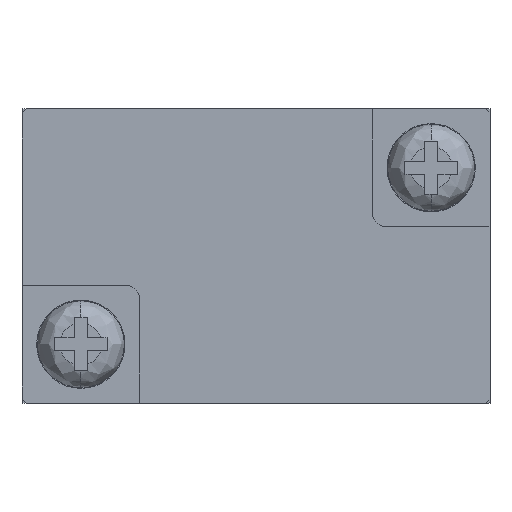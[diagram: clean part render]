
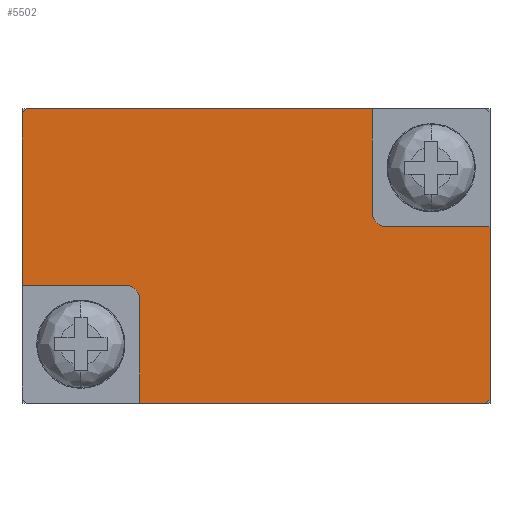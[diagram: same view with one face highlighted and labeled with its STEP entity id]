
A CAD part, front view. The second image highlights one B-rep face of the part: STEP entity #5502.
In plain terms, the highlighted planar face has unit normal (0, -1, 0).
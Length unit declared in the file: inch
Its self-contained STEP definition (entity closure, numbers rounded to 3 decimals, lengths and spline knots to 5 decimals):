
#126 = DIRECTION ( 'NONE',  ( 0.707, 0., 0.707 ) ) ;
#140 = VERTEX_POINT ( 'NONE', #1622 ) ;
#160 = VERTEX_POINT ( 'NONE', #1423 ) ;
#170 = VERTEX_POINT ( 'NONE', #1035 ) ;
#564 = EDGE_CURVE ( 'NONE', #937, #5251, #589, .T. ) ;
#567 = LINE ( 'NONE', #576, #7644 ) ;
#576 = CARTESIAN_POINT ( 'NONE',  ( -0.34252, -0.26378, -0.43307 ) ) ;
#589 = LINE ( 'NONE', #4931, #7666 ) ;
#706 = DIRECTION ( 'NONE',  ( 0., -1., 0. ) ) ;
#848 = EDGE_CURVE ( 'NONE', #6378, #140, #6621, .T. ) ;
#871 = CARTESIAN_POINT ( 'NONE',  ( -0.68898, -0.26378, 0.42126 ) ) ;
#937 = VERTEX_POINT ( 'NONE', #4958 ) ;
#1035 = CARTESIAN_POINT ( 'NONE',  ( 0.38189, -0.26378, 0.08661 ) ) ;
#1074 = ORIENTED_EDGE ( 'NONE', *, *, #3443, .F. ) ;
#1188 = CARTESIAN_POINT ( 'NONE',  ( 0.68898, -0.26378, 0.08661 ) ) ;
#1328 = LINE ( 'NONE', #2721, #2751 ) ;
#1371 = ORIENTED_EDGE ( 'NONE', *, *, #2815, .T. ) ;
#1423 = CARTESIAN_POINT ( 'NONE',  ( -0.34252, -0.26378, -0.12598 ) ) ;
#1491 = LINE ( 'NONE', #5083, #8503 ) ;
#1564 = CARTESIAN_POINT ( 'NONE',  ( -0.68898, -0.26378, -0.08661 ) ) ;
#1583 = EDGE_CURVE ( 'NONE', #170, #7555, #1491, .T. ) ;
#1612 = AXIS2_PLACEMENT_3D ( 'NONE', #2513, #7255, #3198 ) ;
#1622 = CARTESIAN_POINT ( 'NONE',  ( -0.67717, -0.26378, 0.43307 ) ) ;
#1681 = DIRECTION ( 'NONE',  ( 1., 0., 0. ) ) ;
#1784 = FACE_OUTER_BOUND ( 'NONE', #4397, .T. ) ;
#2119 = CARTESIAN_POINT ( 'NONE',  ( 0.34252, -0.26378, 0. ) ) ;
#2299 = ORIENTED_EDGE ( 'NONE', *, *, #1583, .F. ) ;
#2402 = ORIENTED_EDGE ( 'NONE', *, *, #564, .F. ) ;
#2447 = ORIENTED_EDGE ( 'NONE', *, *, #5596, .F. ) ;
#2513 = CARTESIAN_POINT ( 'NONE',  ( 0.38189, -0.26378, 0.12598 ) ) ;
#2519 = ORIENTED_EDGE ( 'NONE', *, *, #7067, .T. ) ;
#2561 = CARTESIAN_POINT ( 'NONE',  ( 0.68898, -0.26378, -0.42126 ) ) ;
#2660 = ORIENTED_EDGE ( 'NONE', *, *, #848, .F. ) ;
#2721 = CARTESIAN_POINT ( 'NONE',  ( 0., -0.26378, -0.08661 ) ) ;
#2751 = VECTOR ( 'NONE', #6777, 39.37008 ) ;
#2815 = EDGE_CURVE ( 'NONE', #160, #5251, #567, .T. ) ;
#2898 = CARTESIAN_POINT ( 'NONE',  ( -0.38189, -0.26378, -0.08661 ) ) ;
#2955 = CARTESIAN_POINT ( 'NONE',  ( 0., -0.26378, 0. ) ) ;
#3198 = DIRECTION ( 'NONE',  ( 0., 0., -1. ) ) ;
#3443 = EDGE_CURVE ( 'NONE', #5752, #6378, #7131, .T. ) ;
#3445 = CARTESIAN_POINT ( 'NONE',  ( 0.34252, -0.26378, 0.43307 ) ) ;
#3631 = DIRECTION ( 'NONE',  ( 0., 1., 0. ) ) ;
#3660 = VERTEX_POINT ( 'NONE', #2561 ) ;
#3692 = VERTEX_POINT ( 'NONE', #7355 ) ;
#3801 = VERTEX_POINT ( 'NONE', #3445 ) ;
#4102 = VECTOR ( 'NONE', #8312, 39.37008 ) ;
#4113 = CIRCLE ( 'NONE', #6528, 0.03937 ) ;
#4152 = DIRECTION ( 'NONE',  ( 0., 0., -1. ) ) ;
#4268 = CARTESIAN_POINT ( 'NONE',  ( 0.68898, -0.26378, 0.42126 ) ) ;
#4346 = VECTOR ( 'NONE', #8465, 39.37008 ) ;
#4397 = EDGE_LOOP ( 'NONE', ( #4624, #1371, #2402, #5551, #7021, #2299, #2519, #6086, #2447, #2660, #1074, #7524 ) ) ;
#4548 = AXIS2_PLACEMENT_3D ( 'NONE', #2955, #3631, #8345 ) ;
#4624 = ORIENTED_EDGE ( 'NONE', *, *, #6672, .F. ) ;
#4836 = CARTESIAN_POINT ( 'NONE',  ( -0.38189, -0.26378, -0.12598 ) ) ;
#4931 = CARTESIAN_POINT ( 'NONE',  ( 0.67717, -0.26378, -0.43307 ) ) ;
#4941 = LINE ( 'NONE', #4268, #4102 ) ;
#4958 = CARTESIAN_POINT ( 'NONE',  ( 0.67717, -0.26378, -0.43307 ) ) ;
#5083 = CARTESIAN_POINT ( 'NONE',  ( 0., -0.26378, 0.08661 ) ) ;
#5090 = LINE ( 'NONE', #8339, #8462 ) ;
#5157 = DIRECTION ( 'NONE',  ( -1., 0., 0. ) ) ;
#5251 = VERTEX_POINT ( 'NONE', #6035 ) ;
#5435 = VERTEX_POINT ( 'NONE', #2898 ) ;
#5497 = VECTOR ( 'NONE', #4152, 39.37008 ) ;
#5502 = ADVANCED_FACE ( 'NONE', ( #1784 ), #7002, .F. ) ;
#5518 = DIRECTION ( 'NONE',  ( 0., 0., -1. ) ) ;
#5551 = ORIENTED_EDGE ( 'NONE', *, *, #5753, .F. ) ;
#5596 = EDGE_CURVE ( 'NONE', #140, #3801, #7950, .T. ) ;
#5730 = DIRECTION ( 'NONE',  ( 0., 0., 1. ) ) ;
#5752 = VERTEX_POINT ( 'NONE', #1564 ) ;
#5753 = EDGE_CURVE ( 'NONE', #3660, #937, #5090, .T. ) ;
#5928 = LINE ( 'NONE', #2119, #5497 ) ;
#6035 = CARTESIAN_POINT ( 'NONE',  ( -0.34252, -0.26378, -0.43307 ) ) ;
#6086 = ORIENTED_EDGE ( 'NONE', *, *, #6700, .F. ) ;
#6378 = VERTEX_POINT ( 'NONE', #6481 ) ;
#6450 = CARTESIAN_POINT ( 'NONE',  ( -0.67717, -0.26378, 0.43307 ) ) ;
#6481 = CARTESIAN_POINT ( 'NONE',  ( -0.68898, -0.26378, 0.42126 ) ) ;
#6528 = AXIS2_PLACEMENT_3D ( 'NONE', #4836, #706, #5518 ) ;
#6617 = EDGE_CURVE ( 'NONE', #5435, #5752, #1328, .T. ) ;
#6621 = LINE ( 'NONE', #871, #7978 ) ;
#6672 = EDGE_CURVE ( 'NONE', #160, #5435, #4113, .T. ) ;
#6700 = EDGE_CURVE ( 'NONE', #3801, #3692, #5928, .T. ) ;
#6777 = DIRECTION ( 'NONE',  ( -1., 0., 0. ) ) ;
#7002 = PLANE ( 'NONE',  #4548 ) ;
#7021 = ORIENTED_EDGE ( 'NONE', *, *, #7747, .F. ) ;
#7026 = DIRECTION ( 'NONE',  ( -0.707, 0., -0.707 ) ) ;
#7067 = EDGE_CURVE ( 'NONE', #170, #3692, #7606, .T. ) ;
#7131 = LINE ( 'NONE', #8804, #7339 ) ;
#7255 = DIRECTION ( 'NONE',  ( 0., 1., 0. ) ) ;
#7339 = VECTOR ( 'NONE', #5730, 39.37008 ) ;
#7355 = CARTESIAN_POINT ( 'NONE',  ( 0.34252, -0.26378, 0.12598 ) ) ;
#7524 = ORIENTED_EDGE ( 'NONE', *, *, #6617, .F. ) ;
#7555 = VERTEX_POINT ( 'NONE', #1188 ) ;
#7606 = CIRCLE ( 'NONE', #1612, 0.03937 ) ;
#7644 = VECTOR ( 'NONE', #8095, 39.37008 ) ;
#7666 = VECTOR ( 'NONE', #5157, 39.37008 ) ;
#7747 = EDGE_CURVE ( 'NONE', #7555, #3660, #4941, .T. ) ;
#7950 = LINE ( 'NONE', #6450, #4346 ) ;
#7978 = VECTOR ( 'NONE', #126, 39.37008 ) ;
#8095 = DIRECTION ( 'NONE',  ( 0., 0., -1. ) ) ;
#8312 = DIRECTION ( 'NONE',  ( 0., 0., -1. ) ) ;
#8339 = CARTESIAN_POINT ( 'NONE',  ( 0.68898, -0.26378, -0.42126 ) ) ;
#8345 = DIRECTION ( 'NONE',  ( 0., 0., 1. ) ) ;
#8462 = VECTOR ( 'NONE', #7026, 39.37008 ) ;
#8465 = DIRECTION ( 'NONE',  ( 1., 0., 0. ) ) ;
#8503 = VECTOR ( 'NONE', #1681, 39.37008 ) ;
#8804 = CARTESIAN_POINT ( 'NONE',  ( -0.68898, -0.26378, -0.42126 ) ) ;
